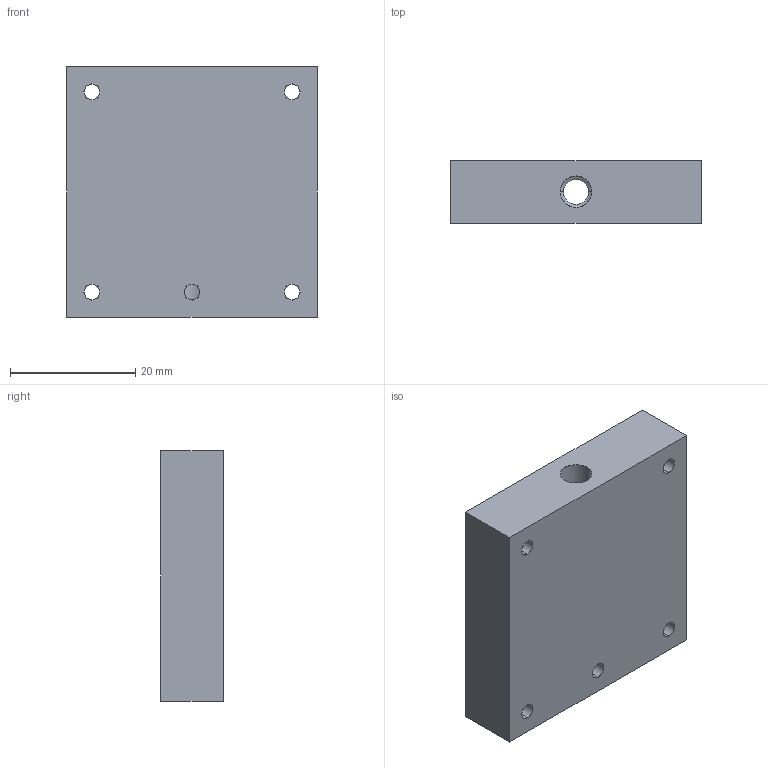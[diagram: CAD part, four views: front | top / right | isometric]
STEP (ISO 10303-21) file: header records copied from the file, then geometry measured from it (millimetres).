
FILE_DESCRIPTION (( 'STEP AP214' ), '1' );
FILE_NAME ('OE-V4_radiateur arrondis.STEP', '2015-08-25T17:51:29', ( '' ), ( '' ), 'SwSTEP 2.0', 'SolidWorks 2015', '' );
FILE_SCHEMA (( 'AUTOMOTIVE_DESIGN' ));
Length unit declared in the file: millimetre
Products named in the file (2): OE-V4_radiateur arrondis
Bounding box: 40 x 10 x 40 mm (x, y, z)
Volume: 14914.7 mm3; surface area: 5701.3 mm2
Topology: 1 solids, 1 shells, 46 faces, 104 edges, 60 vertices
Faces by surface type: cone 24, cylinder 16, plane 6
Entity records: 1385 total; most frequent: CARTESIAN_POINT 254, DIRECTION 248, ORIENTED_EDGE 208, EDGE_CURVE 104, AXIS2_PLACEMENT_3D 98, VERTEX_POINT 60, EDGE_LOOP 58, LINE 52
